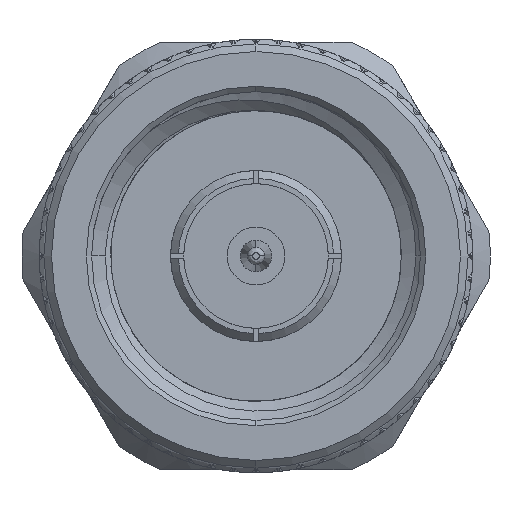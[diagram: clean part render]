
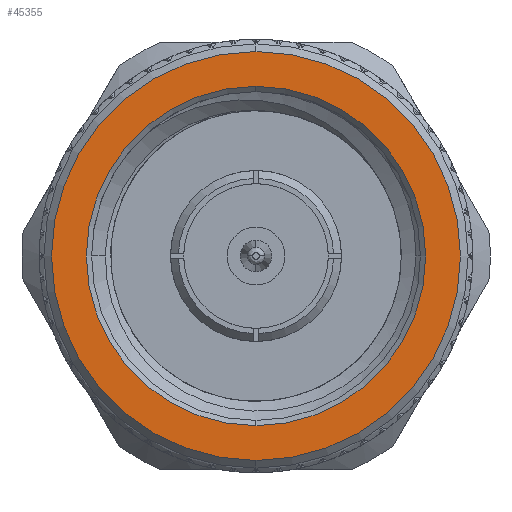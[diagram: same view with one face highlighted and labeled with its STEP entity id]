
A CAD part, left-side view. The second image highlights one B-rep face of the part: STEP entity #45355.
In plain terms, the highlighted planar face has unit normal (-1, 0, 0).
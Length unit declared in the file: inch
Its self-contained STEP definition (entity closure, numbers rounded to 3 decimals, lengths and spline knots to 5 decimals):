
#2081 = CIRCLE ( 'NONE', #71138, 0.3225 ) ;
#2806 = DIRECTION ( 'NONE',  ( 0., 0., 1. ) ) ;
#6420 = VERTEX_POINT ( 'NONE', #65941 ) ;
#7342 = CARTESIAN_POINT ( 'NONE',  ( 0., 0., 0. ) ) ;
#9088 = CARTESIAN_POINT ( 'NONE',  ( 0., 0., 0.3225 ) ) ;
#11839 = VERTEX_POINT ( 'NONE', #9088 ) ;
#12871 = CARTESIAN_POINT ( 'NONE',  ( 0., 0., -0.38863 ) ) ;
#18123 = CARTESIAN_POINT ( 'NONE',  ( 0., 0., 0. ) ) ;
#20412 = CARTESIAN_POINT ( 'NONE',  ( 0., 0., 0. ) ) ;
#21464 = CARTESIAN_POINT ( 'NONE',  ( 0., 0., 0. ) ) ;
#21824 = FACE_BOUND ( 'NONE', #57702, .T. ) ;
#22835 = EDGE_CURVE ( 'NONE', #60831, #11839, #40864, .T. ) ;
#24778 = DIRECTION ( 'NONE',  ( 0., 0., -1. ) ) ;
#25153 = CIRCLE ( 'NONE', #62016, 0.38863 ) ;
#26253 = CIRCLE ( 'NONE', #35482, 0.38863 ) ;
#31939 = PLANE ( 'NONE',  #32087 ) ;
#32087 = AXIS2_PLACEMENT_3D ( 'NONE', #21464, #59704, #64406 ) ;
#32760 = AXIS2_PLACEMENT_3D ( 'NONE', #7342, #66107, #39423 ) ;
#35482 = AXIS2_PLACEMENT_3D ( 'NONE', #68822, #59053, #24778 ) ;
#37725 = FACE_OUTER_BOUND ( 'NONE', #59873, .T. ) ;
#39423 = DIRECTION ( 'NONE',  ( 0., 0., 1. ) ) ;
#40313 = EDGE_CURVE ( 'NONE', #11839, #60831, #2081, .T. ) ;
#40864 = CIRCLE ( 'NONE', #32760, 0.3225 ) ;
#43078 = EDGE_CURVE ( 'NONE', #43930, #6420, #26253, .T. ) ;
#43930 = VERTEX_POINT ( 'NONE', #12871 ) ;
#45355 = ADVANCED_FACE ( 'NONE', ( #37725, #21824 ), #31939, .T. ) ;
#45895 = DIRECTION ( 'NONE',  ( 1., 0., 0. ) ) ;
#51723 = ORIENTED_EDGE ( 'NONE', *, *, #22835, .T. ) ;
#56641 = EDGE_CURVE ( 'NONE', #6420, #43930, #25153, .T. ) ;
#57407 = DIRECTION ( 'NONE',  ( 0., 0., -1. ) ) ;
#57702 = EDGE_LOOP ( 'NONE', ( #70900, #51723 ) ) ;
#59053 = DIRECTION ( 'NONE',  ( 1., 0., 0. ) ) ;
#59704 = DIRECTION ( 'NONE',  ( -1., 0., 0. ) ) ;
#59873 = EDGE_LOOP ( 'NONE', ( #68901, #62033 ) ) ;
#60831 = VERTEX_POINT ( 'NONE', #60979 ) ;
#60979 = CARTESIAN_POINT ( 'NONE',  ( 0., 0., -0.3225 ) ) ;
#62016 = AXIS2_PLACEMENT_3D ( 'NONE', #18123, #45895, #57407 ) ;
#62033 = ORIENTED_EDGE ( 'NONE', *, *, #56641, .F. ) ;
#64406 = DIRECTION ( 'NONE',  ( 0., 0., 1. ) ) ;
#65941 = CARTESIAN_POINT ( 'NONE',  ( 0., 0., 0.38863 ) ) ;
#66107 = DIRECTION ( 'NONE',  ( 1., 0., 0. ) ) ;
#68822 = CARTESIAN_POINT ( 'NONE',  ( 0., 0., 0. ) ) ;
#68901 = ORIENTED_EDGE ( 'NONE', *, *, #43078, .F. ) ;
#69847 = DIRECTION ( 'NONE',  ( 1., 0., 0. ) ) ;
#70900 = ORIENTED_EDGE ( 'NONE', *, *, #40313, .T. ) ;
#71138 = AXIS2_PLACEMENT_3D ( 'NONE', #20412, #69847, #2806 ) ;
